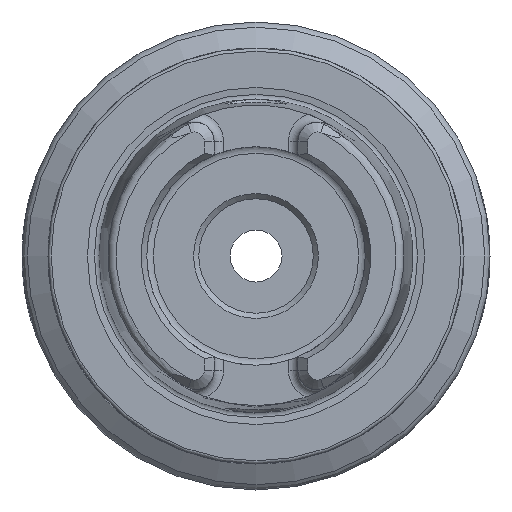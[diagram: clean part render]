
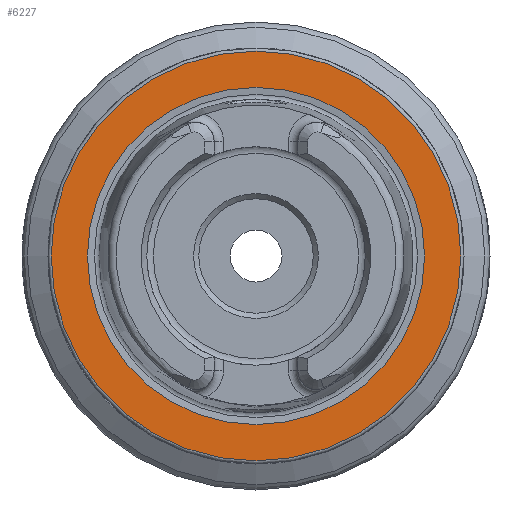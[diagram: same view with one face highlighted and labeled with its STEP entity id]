
A CAD part, left-side view. The second image highlights one B-rep face of the part: STEP entity #6227.
In plain terms, the highlighted planar face has unit normal (-1, 0, 0).
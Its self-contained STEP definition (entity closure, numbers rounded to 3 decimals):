
#138 = VERTEX_POINT ( 'NONE', #4419 ) ;
#1036 = CIRCLE ( 'NONE', #3802, 16.207 ) ;
#1060 = DIRECTION ( 'NONE',  ( 1., 0., 0. ) ) ;
#1538 = DIRECTION ( 'NONE',  ( 0., 0., 1. ) ) ;
#1581 = DIRECTION ( 'NONE',  ( -1., 0., 0. ) ) ;
#1725 = EDGE_LOOP ( 'NONE', ( #2205 ) ) ;
#2075 = PLANE ( 'NONE',  #5230 ) ;
#2205 = ORIENTED_EDGE ( 'NONE', *, *, #2650, .T. ) ;
#2423 = CARTESIAN_POINT ( 'NONE',  ( 0., 0., 16.207 ) ) ;
#2650 = EDGE_CURVE ( 'NONE', #138, #138, #2674, .T. ) ;
#2674 = CIRCLE ( 'NONE', #3225, 19.7 ) ;
#2699 = DIRECTION ( 'NONE',  ( 0., 0., -1. ) ) ;
#3122 = FACE_OUTER_BOUND ( 'NONE', #1725, .T. ) ;
#3205 = DIRECTION ( 'NONE',  ( 0., 0., 1. ) ) ;
#3225 = AXIS2_PLACEMENT_3D ( 'NONE', #5919, #1581, #3205 ) ;
#3226 = CARTESIAN_POINT ( 'NONE',  ( 0., 19.7, 0. ) ) ;
#3301 = VERTEX_POINT ( 'NONE', #2423 ) ;
#3328 = EDGE_CURVE ( 'NONE', #3301, #3301, #1036, .T. ) ;
#3706 = CARTESIAN_POINT ( 'NONE',  ( 0., 0., 0. ) ) ;
#3802 = AXIS2_PLACEMENT_3D ( 'NONE', #3706, #4819, #1538 ) ;
#3849 = EDGE_LOOP ( 'NONE', ( #6650 ) ) ;
#4419 = CARTESIAN_POINT ( 'NONE',  ( 0., 0., 19.7 ) ) ;
#4819 = DIRECTION ( 'NONE',  ( -1., 0., 0. ) ) ;
#5230 = AXIS2_PLACEMENT_3D ( 'NONE', #3226, #1060, #2699 ) ;
#5919 = CARTESIAN_POINT ( 'NONE',  ( 0., 0., 0. ) ) ;
#6191 = FACE_BOUND ( 'NONE', #3849, .T. ) ;
#6227 = ADVANCED_FACE ( 'NONE', ( #6191, #3122 ), #2075, .F. ) ;
#6650 = ORIENTED_EDGE ( 'NONE', *, *, #3328, .F. ) ;
